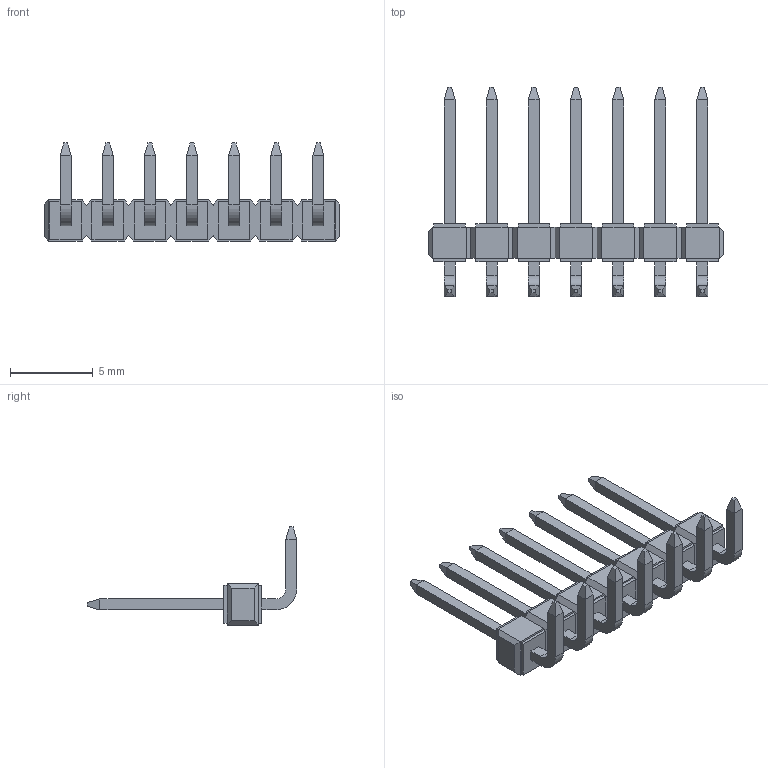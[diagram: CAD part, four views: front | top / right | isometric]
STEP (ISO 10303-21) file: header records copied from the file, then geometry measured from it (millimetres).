
FILE_DESCRIPTION((''),'2;1');
FILE_NAME('022288073','2015-04-23T',('me'),(''),'PRO/ENGINEER BY PARAMETRIC TECHNOLOGY CORPORATION, 2011490','PRO/ENGINEER BY PARAMETRIC TECHNOLOGY CORPORATION, 2011490','');
FILE_SCHEMA(('CONFIG_CONTROL_DESIGN'));
Length unit declared in the file: inch
Products named in the file (1): 022288073
Bounding box: 17.78 x 12.62 x 5.92 mm (x, y, z)
Volume: 134.2 mm3; surface area: 440.6 mm2
Topology: 1 solids, 1 shells, 274 faces, 668 edges, 424 vertices
Faces by surface type: plane 260, cylinder 14
Entity records: 7852 total; most frequent: CARTESIAN_POINT 1367, ORIENTED_EDGE 1336, DIRECTION 1246, EDGE_CURVE 668, VECTOR 640, LINE 640, VERTEX_POINT 424, AXIS2_PLACEMENT_3D 303
